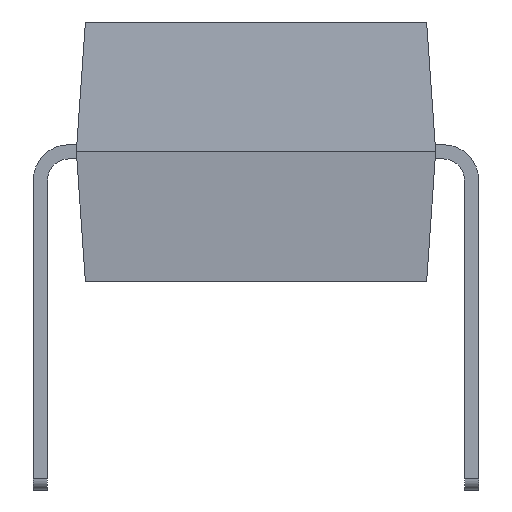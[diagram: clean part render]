
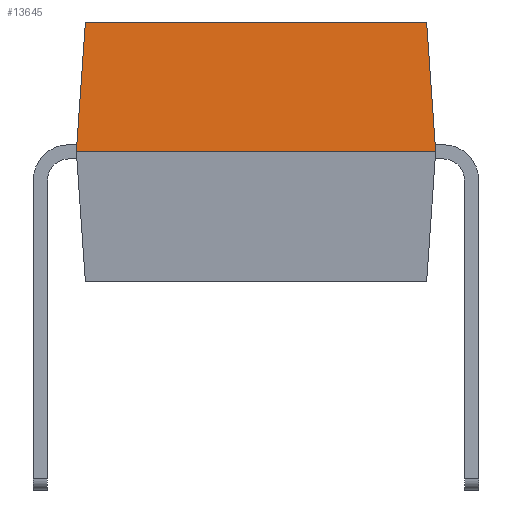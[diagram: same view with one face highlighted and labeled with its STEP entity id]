
A CAD part, left-side view. The second image highlights one B-rep face of the part: STEP entity #13645.
In plain terms, the highlighted planar face has unit normal (-0.998, 0, 0.07).
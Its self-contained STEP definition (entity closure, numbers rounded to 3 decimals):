
#140 = VECTOR ( 'NONE', #15584, 1000. ) ;
#1453 = CARTESIAN_POINT ( 'NONE',  ( -4.8, 3.175, 0. ) ) ;
#2230 = ORIENTED_EDGE ( 'NONE', *, *, #12320, .T. ) ;
#2715 = EDGE_CURVE ( 'NONE', #2947, #7195, #3067, .T. ) ;
#2947 = VERTEX_POINT ( 'NONE', #7381 ) ;
#2992 = FACE_OUTER_BOUND ( 'NONE', #13093, .T. ) ;
#3067 = LINE ( 'NONE', #7819, #16298 ) ;
#3088 = PLANE ( 'NONE',  #8998 ) ;
#3372 = VERTEX_POINT ( 'NONE', #13862 ) ;
#3454 = CARTESIAN_POINT ( 'NONE',  ( -4.8, -3.175, 0. ) ) ;
#3820 = VECTOR ( 'NONE', #7744, 1000. ) ;
#4215 = CARTESIAN_POINT ( 'NONE',  ( -4.8, 3.175, 0. ) ) ;
#7195 = VERTEX_POINT ( 'NONE', #19311 ) ;
#7381 = CARTESIAN_POINT ( 'NONE',  ( -4.64, 3.015, 2.285 ) ) ;
#7462 = CARTESIAN_POINT ( 'NONE',  ( -4.8, -3.175, 0. ) ) ;
#7744 = DIRECTION ( 'NONE',  ( 0., -1., 0. ) ) ;
#7807 = ORIENTED_EDGE ( 'NONE', *, *, #11078, .F. ) ;
#7819 = CARTESIAN_POINT ( 'NONE',  ( -4.64, 3.175, 2.285 ) ) ;
#7934 = LINE ( 'NONE', #1453, #3820 ) ;
#7967 = ORIENTED_EDGE ( 'NONE', *, *, #8836, .T. ) ;
#8836 = EDGE_CURVE ( 'NONE', #2947, #3372, #12268, .T. ) ;
#8998 = AXIS2_PLACEMENT_3D ( 'NONE', #20405, #9259, #9359 ) ;
#9259 = DIRECTION ( 'NONE',  ( -0.998, 0., 0.07 ) ) ;
#9359 = DIRECTION ( 'NONE',  ( 0.07, 0., 0.998 ) ) ;
#11078 = EDGE_CURVE ( 'NONE', #7195, #13902, #12105, .T. ) ;
#12105 = LINE ( 'NONE', #7462, #16369 ) ;
#12268 = LINE ( 'NONE', #4215, #140 ) ;
#12320 = EDGE_CURVE ( 'NONE', #3372, #13902, #7934, .T. ) ;
#13093 = EDGE_LOOP ( 'NONE', ( #2230, #7807, #14903, #7967 ) ) ;
#13645 = ADVANCED_FACE ( 'NONE', ( #2992 ), #3088, .T. ) ;
#13862 = CARTESIAN_POINT ( 'NONE',  ( -4.8, 3.175, 0. ) ) ;
#13902 = VERTEX_POINT ( 'NONE', #3454 ) ;
#14903 = ORIENTED_EDGE ( 'NONE', *, *, #2715, .F. ) ;
#15362 = DIRECTION ( 'NONE',  ( 0., -1., 0. ) ) ;
#15422 = DIRECTION ( 'NONE',  ( -0.07, -0.07, -0.995 ) ) ;
#15584 = DIRECTION ( 'NONE',  ( -0.07, 0.07, -0.995 ) ) ;
#16298 = VECTOR ( 'NONE', #15362, 1000. ) ;
#16369 = VECTOR ( 'NONE', #15422, 1000. ) ;
#19311 = CARTESIAN_POINT ( 'NONE',  ( -4.64, -3.015, 2.285 ) ) ;
#20405 = CARTESIAN_POINT ( 'NONE',  ( -4.8, 3.175, 0. ) ) ;
